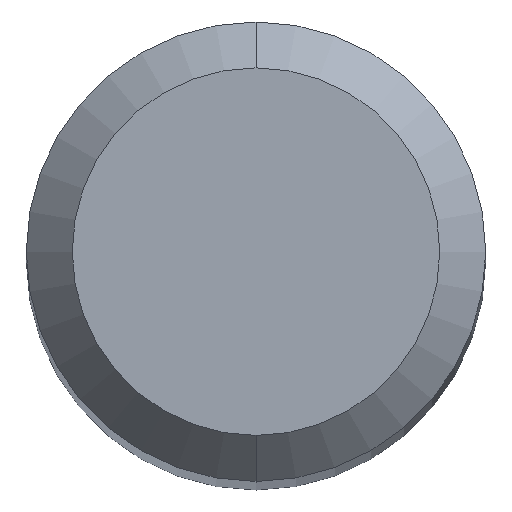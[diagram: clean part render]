
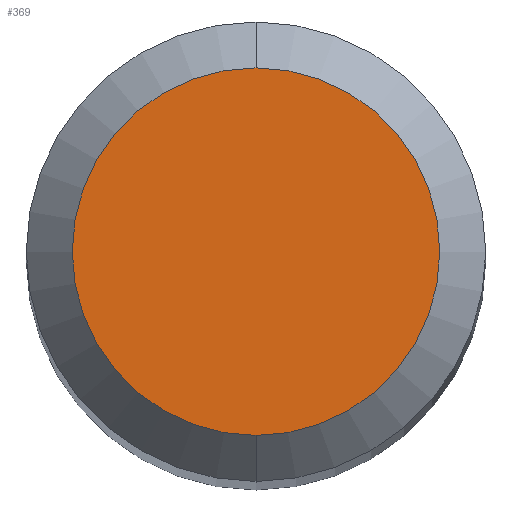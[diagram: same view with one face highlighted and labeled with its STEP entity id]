
A CAD part, top view. The second image highlights one B-rep face of the part: STEP entity #369.
In plain terms, the highlighted planar face has unit normal (0, 0, 1).
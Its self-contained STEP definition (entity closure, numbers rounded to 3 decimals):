
#193=VERTEX_POINT('',#487);
#251=VERTEX_POINT('',#552);
#367=EDGE_CURVE('',#251,#193,#677,.T.);
#369=ADVANCED_FACE('',(#679),#680,.T.);
#415=EDGE_CURVE('',#193,#251,#732,.T.);
#487=CARTESIAN_POINT('',(0.0,1.2,0.0));
#552=CARTESIAN_POINT('',(0.,-1.2,0.0));
#677=CIRCLE('',#1270,1.2);
#679=FACE_OUTER_BOUND('',#1272,.T.);
#680=PLANE('',#1273);
#732=CIRCLE('',#1337,1.2);
#1270=AXIS2_PLACEMENT_3D('',#1611,#1612,#1613);
#1272=EDGE_LOOP('',(#1615,#1616));
#1273=AXIS2_PLACEMENT_3D('',#1617,#1618,#1619);
#1337=AXIS2_PLACEMENT_3D('',#1682,#1683,#1684);
#1611=CARTESIAN_POINT('',(0.0,0.0,0.0));
#1612=DIRECTION('',(0.0,0.0,-1.0));
#1613=DIRECTION('',(0.0,1.0,0.0));
#1615=ORIENTED_EDGE('',*,*,#415,.F.);
#1616=ORIENTED_EDGE('',*,*,#367,.F.);
#1617=CARTESIAN_POINT('',(0.0,0.6,0.0));
#1618=DIRECTION('',(-0.0,0.0,1.0));
#1619=DIRECTION('',(0.0,-1.0,0.0));
#1682=CARTESIAN_POINT('',(0.0,0.0,0.0));
#1683=DIRECTION('',(0.0,0.0,-1.0));
#1684=DIRECTION('',(0.0,1.0,0.0));
